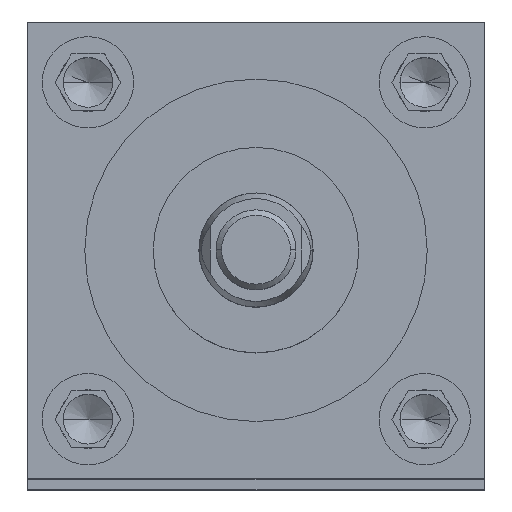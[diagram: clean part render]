
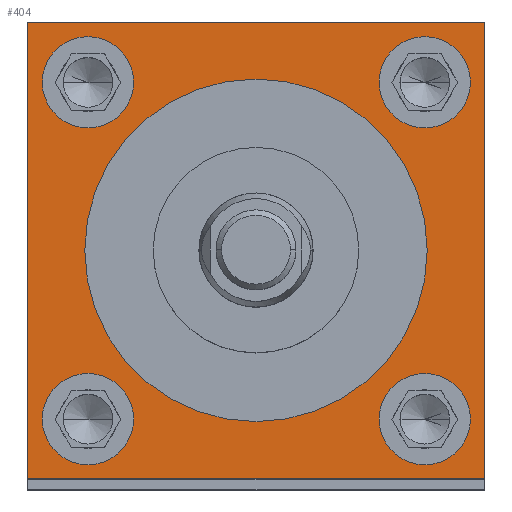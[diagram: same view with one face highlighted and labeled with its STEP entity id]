
A CAD part, top view. The second image highlights one B-rep face of the part: STEP entity #404.
In plain terms, the highlighted planar face has unit normal (0, 0, 1).
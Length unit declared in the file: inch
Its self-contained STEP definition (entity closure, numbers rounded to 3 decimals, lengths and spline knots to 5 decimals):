
#120 = CARTESIAN_POINT ( 'NONE',  ( -0.9375, 0., 35.625 ) ) ;
#163 = DIRECTION ( 'NONE',  ( 0., 0., 1. ) ) ;
#176 = CARTESIAN_POINT ( 'NONE',  ( -0.92, -0.924, 35.625 ) ) ;
#186 = FACE_BOUND ( 'NONE', #4992, .T. ) ;
#190 = CARTESIAN_POINT ( 'NONE',  ( -0.92, 0.92, 35.625 ) ) ;
#209 = DIRECTION ( 'NONE',  ( 1., 0., 0. ) ) ;
#248 = VECTOR ( 'NONE', #920, 39.37008 ) ;
#310 = DIRECTION ( 'NONE',  ( 0., 0., 1. ) ) ;
#377 = ORIENTED_EDGE ( 'NONE', *, *, #703, .T. ) ;
#398 = DIRECTION ( 'NONE',  ( 1., 0., 0. ) ) ;
#404 = ADVANCED_FACE ( 'NONE', ( #4467, #5346, #186, #2606, #1596, #4497 ), #667, .F. ) ;
#589 = VERTEX_POINT ( 'NONE', #4594 ) ;
#621 = DIRECTION ( 'NONE',  ( 0., 0., 1. ) ) ;
#629 = AXIS2_PLACEMENT_3D ( 'NONE', #190, #163, #1093 ) ;
#667 = PLANE ( 'NONE',  #4430 ) ;
#703 = EDGE_CURVE ( 'NONE', #2039, #2367, #1427, .T. ) ;
#816 = VERTEX_POINT ( 'NONE', #3596 ) ;
#833 = DIRECTION ( 'NONE',  ( 0., 0., 1. ) ) ;
#920 = DIRECTION ( 'NONE',  ( 0., 1., 0. ) ) ;
#964 = CARTESIAN_POINT ( 'NONE',  ( -1.25, -1.25, 35.625 ) ) ;
#987 = DIRECTION ( 'NONE',  ( 1., 0., 0. ) ) ;
#1069 = EDGE_CURVE ( 'NONE', #589, #4303, #2472, .T. ) ;
#1082 = ORIENTED_EDGE ( 'NONE', *, *, #6076, .F. ) ;
#1093 = DIRECTION ( 'NONE',  ( 1., 0., 0. ) ) ;
#1097 = CIRCLE ( 'NONE', #5256, 0.25 ) ;
#1119 = AXIS2_PLACEMENT_3D ( 'NONE', #3413, #2386, #1402 ) ;
#1186 = AXIS2_PLACEMENT_3D ( 'NONE', #176, #4458, #3997 ) ;
#1210 = AXIS2_PLACEMENT_3D ( 'NONE', #3504, #4894, #209 ) ;
#1388 = CARTESIAN_POINT ( 'NONE',  ( 1.25, -1.25, 35.625 ) ) ;
#1402 = DIRECTION ( 'NONE',  ( 1., 0., 0. ) ) ;
#1419 = DIRECTION ( 'NONE',  ( 0., -1., 0. ) ) ;
#1427 = LINE ( 'NONE', #5275, #2151 ) ;
#1453 = CIRCLE ( 'NONE', #1863, 0.25 ) ;
#1470 = EDGE_CURVE ( 'NONE', #2055, #816, #1453, .T. ) ;
#1562 = CARTESIAN_POINT ( 'NONE',  ( 0., 0., 35.625 ) ) ;
#1596 = FACE_BOUND ( 'NONE', #5513, .T. ) ;
#1651 = EDGE_CURVE ( 'NONE', #4303, #2039, #5669, .T. ) ;
#1699 = CARTESIAN_POINT ( 'NONE',  ( -1.25, 1.25, 35.625 ) ) ;
#1739 = DIRECTION ( 'NONE',  ( 0., 0., 1. ) ) ;
#1764 = CARTESIAN_POINT ( 'NONE',  ( 0., 0., 35.625 ) ) ;
#1863 = AXIS2_PLACEMENT_3D ( 'NONE', #5294, #1739, #398 ) ;
#1924 = ORIENTED_EDGE ( 'NONE', *, *, #5104, .F. ) ;
#2007 = EDGE_LOOP ( 'NONE', ( #4232, #5906 ) ) ;
#2039 = VERTEX_POINT ( 'NONE', #964 ) ;
#2055 = VERTEX_POINT ( 'NONE', #5717 ) ;
#2090 = CARTESIAN_POINT ( 'NONE',  ( 0.924, 0.92, 35.625 ) ) ;
#2135 = VERTEX_POINT ( 'NONE', #120 ) ;
#2151 = VECTOR ( 'NONE', #987, 39.37008 ) ;
#2162 = CARTESIAN_POINT ( 'NONE',  ( -0.67, -0.924, 35.625 ) ) ;
#2171 = VERTEX_POINT ( 'NONE', #3419 ) ;
#2275 = EDGE_CURVE ( 'NONE', #816, #2055, #3322, .T. ) ;
#2337 = EDGE_CURVE ( 'NONE', #2984, #2135, #4702, .T. ) ;
#2367 = VERTEX_POINT ( 'NONE', #5135 ) ;
#2386 = DIRECTION ( 'NONE',  ( 0., 0., 1. ) ) ;
#2467 = EDGE_CURVE ( 'NONE', #5204, #5070, #3523, .T. ) ;
#2472 = LINE ( 'NONE', #2565, #4526 ) ;
#2565 = CARTESIAN_POINT ( 'NONE',  ( -1.25, 1.25, 35.625 ) ) ;
#2574 = DIRECTION ( 'NONE',  ( -1., 0., 0. ) ) ;
#2606 = FACE_BOUND ( 'NONE', #2007, .T. ) ;
#2615 = EDGE_CURVE ( 'NONE', #2135, #2984, #3520, .T. ) ;
#2641 = ORIENTED_EDGE ( 'NONE', *, *, #4008, .F. ) ;
#2654 = EDGE_CURVE ( 'NONE', #5500, #3451, #3025, .T. ) ;
#2777 = DIRECTION ( 'NONE',  ( 0., 0., 1. ) ) ;
#2807 = DIRECTION ( 'NONE',  ( 1., 0., 0. ) ) ;
#2900 = CARTESIAN_POINT ( 'NONE',  ( -1.17, -0.924, 35.625 ) ) ;
#2904 = EDGE_LOOP ( 'NONE', ( #2641, #4348 ) ) ;
#2952 = ORIENTED_EDGE ( 'NONE', *, *, #1069, .T. ) ;
#2984 = VERTEX_POINT ( 'NONE', #5835 ) ;
#2991 = ORIENTED_EDGE ( 'NONE', *, *, #5991, .T. ) ;
#3025 = CIRCLE ( 'NONE', #1210, 0.25 ) ;
#3112 = EDGE_CURVE ( 'NONE', #2171, #5787, #1097, .T. ) ;
#3191 = CARTESIAN_POINT ( 'NONE',  ( 0.924, 0.92, 35.625 ) ) ;
#3222 = CARTESIAN_POINT ( 'NONE',  ( 1.174, 0.92, 35.625 ) ) ;
#3231 = ORIENTED_EDGE ( 'NONE', *, *, #1651, .T. ) ;
#3322 = CIRCLE ( 'NONE', #629, 0.25 ) ;
#3413 = CARTESIAN_POINT ( 'NONE',  ( 0.924, -0.924, 35.625 ) ) ;
#3419 = CARTESIAN_POINT ( 'NONE',  ( 0.674, 0.92, 35.625 ) ) ;
#3451 = VERTEX_POINT ( 'NONE', #2162 ) ;
#3454 = EDGE_LOOP ( 'NONE', ( #3231, #377, #2991, #2952 ) ) ;
#3463 = CIRCLE ( 'NONE', #5035, 0.25 ) ;
#3504 = CARTESIAN_POINT ( 'NONE',  ( -0.92, -0.924, 35.625 ) ) ;
#3506 = CARTESIAN_POINT ( 'NONE',  ( -1.25, 1.25, 35.625 ) ) ;
#3520 = CIRCLE ( 'NONE', #4018, 0.9375 ) ;
#3523 = CIRCLE ( 'NONE', #1119, 0.25 ) ;
#3535 = DIRECTION ( 'NONE',  ( 0., 0., 1. ) ) ;
#3596 = CARTESIAN_POINT ( 'NONE',  ( -0.67, 0.92, 35.625 ) ) ;
#3730 = CIRCLE ( 'NONE', #5893, 0.25 ) ;
#3880 = EDGE_LOOP ( 'NONE', ( #1082, #4412 ) ) ;
#3959 = ORIENTED_EDGE ( 'NONE', *, *, #2615, .F. ) ;
#3997 = DIRECTION ( 'NONE',  ( 1., 0., 0. ) ) ;
#4008 = EDGE_CURVE ( 'NONE', #5070, #5204, #3463, .T. ) ;
#4018 = AXIS2_PLACEMENT_3D ( 'NONE', #1562, #3535, #4444 ) ;
#4067 = DIRECTION ( 'NONE',  ( 0., 0., -1. ) ) ;
#4119 = AXIS2_PLACEMENT_3D ( 'NONE', #1764, #310, #4592 ) ;
#4232 = ORIENTED_EDGE ( 'NONE', *, *, #2275, .F. ) ;
#4291 = CIRCLE ( 'NONE', #1186, 0.25 ) ;
#4303 = VERTEX_POINT ( 'NONE', #1699 ) ;
#4348 = ORIENTED_EDGE ( 'NONE', *, *, #2467, .F. ) ;
#4398 = VECTOR ( 'NONE', #1419, 39.37008 ) ;
#4405 = ORIENTED_EDGE ( 'NONE', *, *, #2337, .F. ) ;
#4412 = ORIENTED_EDGE ( 'NONE', *, *, #3112, .F. ) ;
#4426 = DIRECTION ( 'NONE',  ( 1., 0., 0. ) ) ;
#4430 = AXIS2_PLACEMENT_3D ( 'NONE', #3506, #4067, #2574 ) ;
#4433 = CARTESIAN_POINT ( 'NONE',  ( 1.174, -0.924, 35.625 ) ) ;
#4444 = DIRECTION ( 'NONE',  ( 1., 0., 0. ) ) ;
#4458 = DIRECTION ( 'NONE',  ( 0., 0., 1. ) ) ;
#4467 = FACE_BOUND ( 'NONE', #2904, .T. ) ;
#4497 = FACE_OUTER_BOUND ( 'NONE', #3454, .T. ) ;
#4526 = VECTOR ( 'NONE', #5771, 39.37008 ) ;
#4592 = DIRECTION ( 'NONE',  ( 1., 0., 0. ) ) ;
#4594 = CARTESIAN_POINT ( 'NONE',  ( 1.25, 1.25, 35.625 ) ) ;
#4702 = CIRCLE ( 'NONE', #4119, 0.9375 ) ;
#4735 = CARTESIAN_POINT ( 'NONE',  ( 0.674, -0.924, 35.625 ) ) ;
#4894 = DIRECTION ( 'NONE',  ( 0., 0., 1. ) ) ;
#4992 = EDGE_LOOP ( 'NONE', ( #1924, #5519 ) ) ;
#5035 = AXIS2_PLACEMENT_3D ( 'NONE', #5947, #2777, #2807 ) ;
#5058 = DIRECTION ( 'NONE',  ( 1., 0., 0. ) ) ;
#5070 = VERTEX_POINT ( 'NONE', #4433 ) ;
#5104 = EDGE_CURVE ( 'NONE', #3451, #5500, #4291, .T. ) ;
#5135 = CARTESIAN_POINT ( 'NONE',  ( 1.25, -1.25, 35.625 ) ) ;
#5204 = VERTEX_POINT ( 'NONE', #4735 ) ;
#5256 = AXIS2_PLACEMENT_3D ( 'NONE', #3191, #833, #5058 ) ;
#5275 = CARTESIAN_POINT ( 'NONE',  ( -1.25, -1.25, 35.625 ) ) ;
#5294 = CARTESIAN_POINT ( 'NONE',  ( -0.92, 0.92, 35.625 ) ) ;
#5346 = FACE_BOUND ( 'NONE', #3880, .T. ) ;
#5500 = VERTEX_POINT ( 'NONE', #2900 ) ;
#5513 = EDGE_LOOP ( 'NONE', ( #4405, #3959 ) ) ;
#5519 = ORIENTED_EDGE ( 'NONE', *, *, #2654, .F. ) ;
#5669 = LINE ( 'NONE', #6088, #4398 ) ;
#5697 = LINE ( 'NONE', #1388, #248 ) ;
#5717 = CARTESIAN_POINT ( 'NONE',  ( -1.17, 0.92, 35.625 ) ) ;
#5771 = DIRECTION ( 'NONE',  ( -1., 0., 0. ) ) ;
#5787 = VERTEX_POINT ( 'NONE', #3222 ) ;
#5835 = CARTESIAN_POINT ( 'NONE',  ( 0.9375, 0., 35.625 ) ) ;
#5893 = AXIS2_PLACEMENT_3D ( 'NONE', #2090, #621, #4426 ) ;
#5906 = ORIENTED_EDGE ( 'NONE', *, *, #1470, .F. ) ;
#5947 = CARTESIAN_POINT ( 'NONE',  ( 0.924, -0.924, 35.625 ) ) ;
#5991 = EDGE_CURVE ( 'NONE', #2367, #589, #5697, .T. ) ;
#6076 = EDGE_CURVE ( 'NONE', #5787, #2171, #3730, .T. ) ;
#6088 = CARTESIAN_POINT ( 'NONE',  ( -1.25, -1.25, 35.625 ) ) ;
